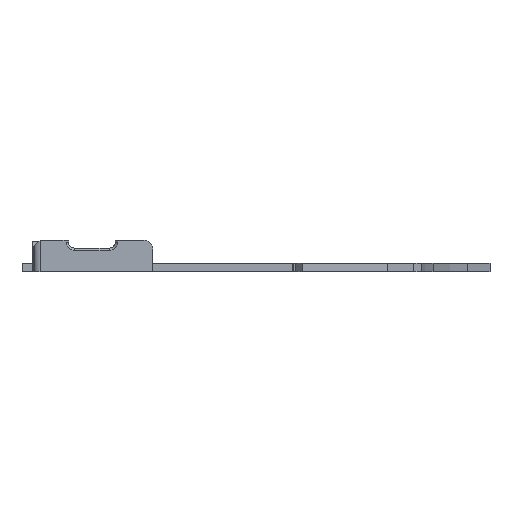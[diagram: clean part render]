
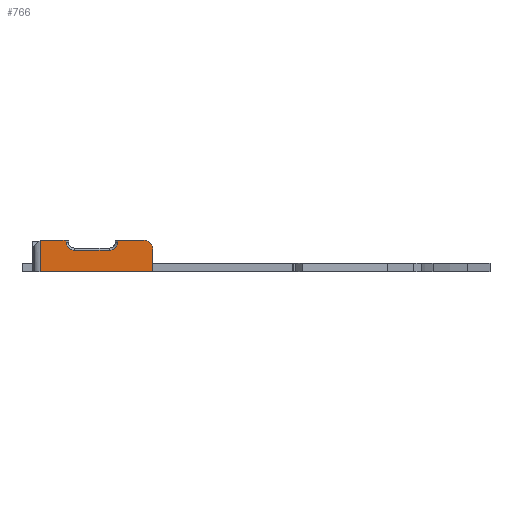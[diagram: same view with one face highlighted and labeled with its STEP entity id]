
A CAD part, left-side view. The second image highlights one B-rep face of the part: STEP entity #766.
In plain terms, the highlighted planar face has unit normal (-1, 0, 0).
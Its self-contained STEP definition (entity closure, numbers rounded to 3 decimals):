
#113 = CIRCLE ( 'NONE', #11250, 1.8 ) ;
#244 = DIRECTION ( 'NONE',  ( 0., 0., -1. ) ) ;
#581 = ORIENTED_EDGE ( 'NONE', *, *, #28674, .F. ) ;
#766 = ADVANCED_FACE ( 'NONE', ( #6402 ), #30318, .T. ) ;
#1548 = VERTEX_POINT ( 'NONE', #8248 ) ;
#1551 = EDGE_CURVE ( 'NONE', #13288, #13774, #113, .T. ) ;
#1761 = ORIENTED_EDGE ( 'NONE', *, *, #25150, .F. ) ;
#2051 = CARTESIAN_POINT ( 'NONE',  ( 28.638, -56.1, 3.81 ) ) ;
#2116 = AXIS2_PLACEMENT_3D ( 'NONE', #2299, #18334, #28985 ) ;
#2290 = AXIS2_PLACEMENT_3D ( 'NONE', #21934, #32598, #3108 ) ;
#2299 = CARTESIAN_POINT ( 'NONE',  ( 28.638, -63.1, 3.81 ) ) ;
#3108 = DIRECTION ( 'NONE',  ( 0., 0., 1. ) ) ;
#3206 = CARTESIAN_POINT ( 'NONE',  ( 28.638, -71.9, -2. ) ) ;
#3260 = DIRECTION ( 'NONE',  ( 0., 0., -1. ) ) ;
#3510 = ORIENTED_EDGE ( 'NONE', *, *, #18408, .F. ) ;
#5249 = EDGE_CURVE ( 'NONE', #31746, #10626, #10204, .T. ) ;
#5448 = ORIENTED_EDGE ( 'NONE', *, *, #8380, .F. ) ;
#5823 = EDGE_LOOP ( 'NONE', ( #21589, #1761, #581, #9929, #11975, #19296, #32923, #22848, #3510, #8383, #5448 ) ) ;
#6354 = DIRECTION ( 'NONE',  ( 0., 1., 0. ) ) ;
#6402 = FACE_OUTER_BOUND ( 'NONE', #5823, .T. ) ;
#6785 = CARTESIAN_POINT ( 'NONE',  ( 28.638, -63.1, 2.11 ) ) ;
#6967 = VECTOR ( 'NONE', #17374, 1000. ) ;
#8248 = CARTESIAN_POINT ( 'NONE',  ( 28.638, -49.155, -2.2 ) ) ;
#8380 = EDGE_CURVE ( 'NONE', #15108, #31715, #22215, .T. ) ;
#8383 = ORIENTED_EDGE ( 'NONE', *, *, #16241, .F. ) ;
#8417 = DIRECTION ( 'NONE',  ( -1., 0., 0. ) ) ;
#8563 = CIRCLE ( 'NONE', #23634, 1.7 ) ;
#9296 = DIRECTION ( 'NONE',  ( 0., -1., 0. ) ) ;
#9398 = CARTESIAN_POINT ( 'NONE',  ( 28.638, -71.9, -2.2 ) ) ;
#9929 = ORIENTED_EDGE ( 'NONE', *, *, #1551, .T. ) ;
#10041 = LINE ( 'NONE', #20683, #25527 ) ;
#10204 = LINE ( 'NONE', #26437, #28969 ) ;
#10341 = EDGE_CURVE ( 'NONE', #10626, #25684, #12682, .T. ) ;
#10626 = VERTEX_POINT ( 'NONE', #6785 ) ;
#11127 = EDGE_CURVE ( 'NONE', #25684, #20853, #10041, .T. ) ;
#11250 = AXIS2_PLACEMENT_3D ( 'NONE', #16270, #8417, #31979 ) ;
#11975 = ORIENTED_EDGE ( 'NONE', *, *, #12468, .F. ) ;
#12468 = EDGE_CURVE ( 'NONE', #20853, #13774, #33248, .T. ) ;
#12682 = CIRCLE ( 'NONE', #2116, 1.7 ) ;
#13288 = VERTEX_POINT ( 'NONE', #14316 ) ;
#13732 = VECTOR ( 'NONE', #9296, 1000. ) ;
#13774 = VERTEX_POINT ( 'NONE', #31818 ) ;
#14068 = VECTOR ( 'NONE', #6354, 1000. ) ;
#14112 = VECTOR ( 'NONE', #244, 1000. ) ;
#14316 = CARTESIAN_POINT ( 'NONE',  ( 28.638, -71.9, 2.395 ) ) ;
#14440 = LINE ( 'NONE', #28212, #6967 ) ;
#14564 = DIRECTION ( 'NONE',  ( 0., -1., 0. ) ) ;
#14613 = CARTESIAN_POINT ( 'NONE',  ( 28.638, -64.8, 4.195 ) ) ;
#14805 = VECTOR ( 'NONE', #14564, 1000. ) ;
#15108 = VERTEX_POINT ( 'NONE', #19124 ) ;
#15979 = DIRECTION ( 'NONE',  ( 0., 0., 1. ) ) ;
#16241 = EDGE_CURVE ( 'NONE', #31715, #19292, #27163, .T. ) ;
#16270 = CARTESIAN_POINT ( 'NONE',  ( 28.638, -70.1, 2.395 ) ) ;
#16304 = VECTOR ( 'NONE', #3260, 1000. ) ;
#16810 = LINE ( 'NONE', #3206, #14112 ) ;
#17374 = DIRECTION ( 'NONE',  ( 0., 0., -1. ) ) ;
#18258 = CARTESIAN_POINT ( 'NONE',  ( 28.638, -56.1, 2.11 ) ) ;
#18334 = DIRECTION ( 'NONE',  ( -1., 0., 0. ) ) ;
#18408 = EDGE_CURVE ( 'NONE', #19292, #31746, #8563, .T. ) ;
#19124 = CARTESIAN_POINT ( 'NONE',  ( 28.638, -49.155, 4.195 ) ) ;
#19292 = VERTEX_POINT ( 'NONE', #32951 ) ;
#19296 = ORIENTED_EDGE ( 'NONE', *, *, #11127, .F. ) ;
#19585 = CARTESIAN_POINT ( 'NONE',  ( 28.638, -49.155, 4.195 ) ) ;
#19609 = CARTESIAN_POINT ( 'NONE',  ( 28.638, -49.155, 4.195 ) ) ;
#20345 = DIRECTION ( 'NONE',  ( -1., 0., 0. ) ) ;
#20683 = CARTESIAN_POINT ( 'NONE',  ( 28.638, -64.8, 2.24 ) ) ;
#20853 = VERTEX_POINT ( 'NONE', #14613 ) ;
#21589 = ORIENTED_EDGE ( 'NONE', *, *, #31685, .T. ) ;
#21934 = CARTESIAN_POINT ( 'NONE',  ( 28.638, -71.9, -2. ) ) ;
#22215 = LINE ( 'NONE', #19585, #13732 ) ;
#22443 = CARTESIAN_POINT ( 'NONE',  ( 28.638, -54.4, 4.195 ) ) ;
#22848 = ORIENTED_EDGE ( 'NONE', *, *, #5249, .F. ) ;
#23634 = AXIS2_PLACEMENT_3D ( 'NONE', #2051, #20345, #26111 ) ;
#24723 = CARTESIAN_POINT ( 'NONE',  ( 28.638, -64.8, 3.81 ) ) ;
#24847 = LINE ( 'NONE', #30266, #14068 ) ;
#25150 = EDGE_CURVE ( 'NONE', #34103, #1548, #24847, .T. ) ;
#25527 = VECTOR ( 'NONE', #15979, 1000. ) ;
#25684 = VERTEX_POINT ( 'NONE', #24723 ) ;
#26111 = DIRECTION ( 'NONE',  ( 0., 1., 0. ) ) ;
#26437 = CARTESIAN_POINT ( 'NONE',  ( 28.638, -55.378, 2.11 ) ) ;
#27163 = LINE ( 'NONE', #32049, #16304 ) ;
#28212 = CARTESIAN_POINT ( 'NONE',  ( 28.638, -49.155, -2. ) ) ;
#28674 = EDGE_CURVE ( 'NONE', #13288, #34103, #16810, .T. ) ;
#28969 = VECTOR ( 'NONE', #29059, 1000. ) ;
#28985 = DIRECTION ( 'NONE',  ( 0., 0., -1. ) ) ;
#29059 = DIRECTION ( 'NONE',  ( 0., -1., 0. ) ) ;
#30266 = CARTESIAN_POINT ( 'NONE',  ( 28.638, -71.9, -2.2 ) ) ;
#30318 = PLANE ( 'NONE',  #2290 ) ;
#31685 = EDGE_CURVE ( 'NONE', #15108, #1548, #14440, .T. ) ;
#31715 = VERTEX_POINT ( 'NONE', #22443 ) ;
#31746 = VERTEX_POINT ( 'NONE', #18258 ) ;
#31818 = CARTESIAN_POINT ( 'NONE',  ( 28.638, -70.1, 4.195 ) ) ;
#31979 = DIRECTION ( 'NONE',  ( 0., -1., 0. ) ) ;
#32049 = CARTESIAN_POINT ( 'NONE',  ( 28.638, -54.4, 1.655 ) ) ;
#32598 = DIRECTION ( 'NONE',  ( -1., 0., 0. ) ) ;
#32923 = ORIENTED_EDGE ( 'NONE', *, *, #10341, .F. ) ;
#32951 = CARTESIAN_POINT ( 'NONE',  ( 28.638, -54.4, 3.81 ) ) ;
#33248 = LINE ( 'NONE', #19609, #14805 ) ;
#34103 = VERTEX_POINT ( 'NONE', #9398 ) ;
